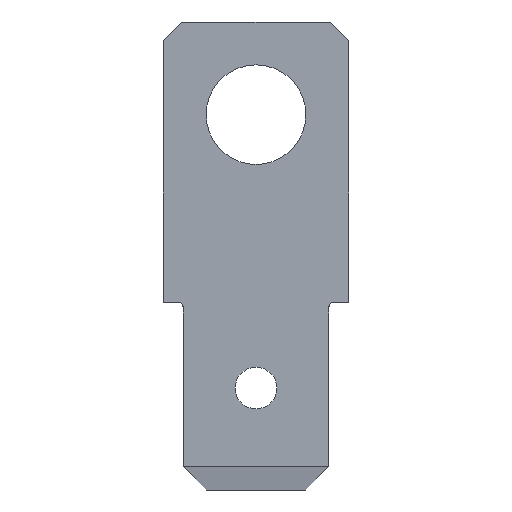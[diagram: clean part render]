
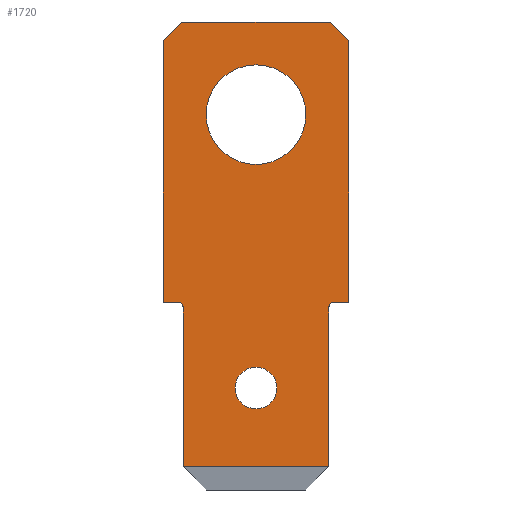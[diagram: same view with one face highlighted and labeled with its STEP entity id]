
A CAD part, front view. The second image highlights one B-rep face of the part: STEP entity #1720.
In plain terms, the highlighted planar face has unit normal (0, -1, 0).
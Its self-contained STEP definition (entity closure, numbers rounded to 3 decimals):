
#19 = VERTEX_POINT ( 'NONE', #2786 ) ;
#21 = DIRECTION ( 'NONE',  ( 0., 1., 0. ) ) ;
#39 = FACE_BOUND ( 'NONE', #3247, .T. ) ;
#133 = CARTESIAN_POINT ( 'NONE',  ( -3.2, 0., 4. ) ) ;
#154 = ORIENTED_EDGE ( 'NONE', *, *, #2203, .F. ) ;
#173 = CARTESIAN_POINT ( 'NONE',  ( 4., 0., -8.1 ) ) ;
#174 = ORIENTED_EDGE ( 'NONE', *, *, #234, .F. ) ;
#177 = CARTESIAN_POINT ( 'NONE',  ( -4., 0., 3.2 ) ) ;
#191 = CARTESIAN_POINT ( 'NONE',  ( 3.35, 0., -8.1 ) ) ;
#194 = CARTESIAN_POINT ( 'NONE',  ( 0., 0., -2.15 ) ) ;
#232 = CARTESIAN_POINT ( 'NONE',  ( -3.35, 0., -8.3 ) ) ;
#234 = EDGE_CURVE ( 'NONE', #396, #2276, #2442, .T. ) ;
#259 = VERTEX_POINT ( 'NONE', #1185 ) ;
#261 = EDGE_CURVE ( 'NONE', #2903, #626, #1083, .T. ) ;
#267 = LINE ( 'NONE', #2401, #1298 ) ;
#282 = CARTESIAN_POINT ( 'NONE',  ( -4., 0., -8.1 ) ) ;
#341 = ORIENTED_EDGE ( 'NONE', *, *, #2772, .F. ) ;
#362 = LINE ( 'NONE', #2132, #1997 ) ;
#396 = VERTEX_POINT ( 'NONE', #493 ) ;
#411 = ORIENTED_EDGE ( 'NONE', *, *, #2095, .F. ) ;
#435 = DIRECTION ( 'NONE',  ( 0., 0., 1. ) ) ;
#450 = AXIS2_PLACEMENT_3D ( 'NONE', #3242, #468, #1485 ) ;
#468 = DIRECTION ( 'NONE',  ( 0., -1., 0. ) ) ;
#486 = EDGE_CURVE ( 'NONE', #1506, #3054, #3035, .T. ) ;
#493 = CARTESIAN_POINT ( 'NONE',  ( -3.15, 0., -15.2 ) ) ;
#499 = ORIENTED_EDGE ( 'NONE', *, *, #608, .F. ) ;
#556 = DIRECTION ( 'NONE',  ( -1., 0., 0. ) ) ;
#608 = EDGE_CURVE ( 'NONE', #2276, #2343, #987, .T. ) ;
#617 = EDGE_CURVE ( 'NONE', #1376, #966, #2452, .T. ) ;
#625 = DIRECTION ( 'NONE',  ( 0., 1., 0. ) ) ;
#626 = VERTEX_POINT ( 'NONE', #2975 ) ;
#666 = VECTOR ( 'NONE', #556, 1000. ) ;
#770 = EDGE_CURVE ( 'NONE', #396, #2002, #2055, .T. ) ;
#780 = FACE_OUTER_BOUND ( 'NONE', #3049, .T. ) ;
#794 = DIRECTION ( 'NONE',  ( 1., 0., 0. ) ) ;
#796 = CARTESIAN_POINT ( 'NONE',  ( 3.35, 0., -8.3 ) ) ;
#802 = EDGE_CURVE ( 'NONE', #2343, #1376, #1772, .T. ) ;
#877 = VECTOR ( 'NONE', #794, 1000. ) ;
#888 = EDGE_CURVE ( 'NONE', #3123, #1584, #2880, .T. ) ;
#899 = EDGE_CURVE ( 'NONE', #2914, #19, #267, .T. ) ;
#912 = CARTESIAN_POINT ( 'NONE',  ( 0., 0., 0. ) ) ;
#951 = VECTOR ( 'NONE', #2427, 1000. ) ;
#956 = CARTESIAN_POINT ( 'NONE',  ( -3.2, 0., 4. ) ) ;
#966 = VERTEX_POINT ( 'NONE', #3140 ) ;
#987 = CIRCLE ( 'NONE', #2676, 0.2 ) ;
#1049 = CARTESIAN_POINT ( 'NONE',  ( 0., 0., -10.9 ) ) ;
#1083 = CIRCLE ( 'NONE', #450, 0.2 ) ;
#1115 = DIRECTION ( 'NONE',  ( 0., 0., 1. ) ) ;
#1144 = DIRECTION ( 'NONE',  ( 1., 0., 0. ) ) ;
#1163 = CARTESIAN_POINT ( 'NONE',  ( 3.15, 0., -15.2 ) ) ;
#1170 = ORIENTED_EDGE ( 'NONE', *, *, #888, .T. ) ;
#1185 = CARTESIAN_POINT ( 'NONE',  ( 4., 0., 3.2 ) ) ;
#1205 = CIRCLE ( 'NONE', #1628, 2.15 ) ;
#1208 = LINE ( 'NONE', #2227, #1954 ) ;
#1214 = DIRECTION ( 'NONE',  ( 0., 1., 0. ) ) ;
#1217 = ORIENTED_EDGE ( 'NONE', *, *, #2946, .T. ) ;
#1291 = PLANE ( 'NONE',  #3100 ) ;
#1298 = VECTOR ( 'NONE', #1144, 1000. ) ;
#1342 = LINE ( 'NONE', #2551, #2886 ) ;
#1374 = CARTESIAN_POINT ( 'NONE',  ( 4., 0., 3.2 ) ) ;
#1376 = VERTEX_POINT ( 'NONE', #2866 ) ;
#1452 = DIRECTION ( 'NONE',  ( 0., 0., 1. ) ) ;
#1485 = DIRECTION ( 'NONE',  ( 0., 0., 1. ) ) ;
#1497 = CARTESIAN_POINT ( 'NONE',  ( 0., 0., -11.8 ) ) ;
#1506 = VERTEX_POINT ( 'NONE', #194 ) ;
#1584 = VERTEX_POINT ( 'NONE', #1049 ) ;
#1596 = CARTESIAN_POINT ( 'NONE',  ( 0., 0., 0. ) ) ;
#1608 = ORIENTED_EDGE ( 'NONE', *, *, #486, .T. ) ;
#1614 = LINE ( 'NONE', #133, #951 ) ;
#1617 = AXIS2_PLACEMENT_3D ( 'NONE', #1596, #1875, #2155 ) ;
#1628 = AXIS2_PLACEMENT_3D ( 'NONE', #912, #625, #2384 ) ;
#1686 = EDGE_CURVE ( 'NONE', #2029, #2903, #1342, .T. ) ;
#1692 = ORIENTED_EDGE ( 'NONE', *, *, #899, .F. ) ;
#1697 = ORIENTED_EDGE ( 'NONE', *, *, #770, .T. ) ;
#1720 = ADVANCED_FACE ( 'NONE', ( #2287, #39, #780 ), #1291, .F. ) ;
#1772 = LINE ( 'NONE', #282, #666 ) ;
#1796 = AXIS2_PLACEMENT_3D ( 'NONE', #1497, #1214, #435 ) ;
#1811 = DIRECTION ( 'NONE',  ( 0., 1., 0. ) ) ;
#1875 = DIRECTION ( 'NONE',  ( 0., 1., 0. ) ) ;
#1922 = DIRECTION ( 'NONE',  ( 0.707, 0., -0.707 ) ) ;
#1954 = VECTOR ( 'NONE', #3005, 1000. ) ;
#1993 = EDGE_CURVE ( 'NONE', #19, #259, #2447, .T. ) ;
#1997 = VECTOR ( 'NONE', #2399, 1000. ) ;
#2002 = VERTEX_POINT ( 'NONE', #1163 ) ;
#2014 = ORIENTED_EDGE ( 'NONE', *, *, #802, .F. ) ;
#2017 = DIRECTION ( 'NONE',  ( 0., 0., 1. ) ) ;
#2029 = VERTEX_POINT ( 'NONE', #173 ) ;
#2051 = EDGE_CURVE ( 'NONE', #3054, #1506, #1205, .T. ) ;
#2055 = LINE ( 'NONE', #2317, #877 ) ;
#2072 = DIRECTION ( 'NONE',  ( -1., 0., 0. ) ) ;
#2073 = CARTESIAN_POINT ( 'NONE',  ( 0., 0., 2.15 ) ) ;
#2095 = EDGE_CURVE ( 'NONE', #259, #2029, #362, .T. ) ;
#2097 = CARTESIAN_POINT ( 'NONE',  ( -3.35, 0., -8.1 ) ) ;
#2132 = CARTESIAN_POINT ( 'NONE',  ( 4., 0., 3.2 ) ) ;
#2147 = AXIS2_PLACEMENT_3D ( 'NONE', #2266, #21, #2017 ) ;
#2155 = DIRECTION ( 'NONE',  ( 0., 0., 1. ) ) ;
#2203 = EDGE_CURVE ( 'NONE', #626, #2002, #1208, .T. ) ;
#2227 = CARTESIAN_POINT ( 'NONE',  ( 3.15, 0., -15.2 ) ) ;
#2256 = VECTOR ( 'NONE', #1922, 1000. ) ;
#2262 = ORIENTED_EDGE ( 'NONE', *, *, #261, .F. ) ;
#2266 = CARTESIAN_POINT ( 'NONE',  ( 0., 0., -11.8 ) ) ;
#2276 = VERTEX_POINT ( 'NONE', #2342 ) ;
#2287 = FACE_BOUND ( 'NONE', #2340, .T. ) ;
#2317 = CARTESIAN_POINT ( 'NONE',  ( 3.35, 0., -15.2 ) ) ;
#2340 = EDGE_LOOP ( 'NONE', ( #1217, #1170 ) ) ;
#2342 = CARTESIAN_POINT ( 'NONE',  ( -3.15, 0., -8.3 ) ) ;
#2343 = VERTEX_POINT ( 'NONE', #2097 ) ;
#2384 = DIRECTION ( 'NONE',  ( 0., 0., 1. ) ) ;
#2399 = DIRECTION ( 'NONE',  ( 0., 0., -1. ) ) ;
#2401 = CARTESIAN_POINT ( 'NONE',  ( -3.2, 0., 4. ) ) ;
#2427 = DIRECTION ( 'NONE',  ( 0.707, 0., 0.707 ) ) ;
#2442 = LINE ( 'NONE', #2489, #3198 ) ;
#2447 = LINE ( 'NONE', #1374, #2256 ) ;
#2452 = LINE ( 'NONE', #177, #2826 ) ;
#2489 = CARTESIAN_POINT ( 'NONE',  ( -3.15, 0., -15.2 ) ) ;
#2551 = CARTESIAN_POINT ( 'NONE',  ( 3.35, 0., -8.1 ) ) ;
#2566 = ORIENTED_EDGE ( 'NONE', *, *, #1993, .F. ) ;
#2676 = AXIS2_PLACEMENT_3D ( 'NONE', #232, #2729, #2713 ) ;
#2684 = DIRECTION ( 'NONE',  ( 0., 0., 1. ) ) ;
#2713 = DIRECTION ( 'NONE',  ( 0., 0., 1. ) ) ;
#2729 = DIRECTION ( 'NONE',  ( 0., -1., 0. ) ) ;
#2772 = EDGE_CURVE ( 'NONE', #966, #2914, #1614, .T. ) ;
#2786 = CARTESIAN_POINT ( 'NONE',  ( 3.2, 0., 4. ) ) ;
#2826 = VECTOR ( 'NONE', #2684, 1000. ) ;
#2866 = CARTESIAN_POINT ( 'NONE',  ( -4., 0., -8.1 ) ) ;
#2880 = CIRCLE ( 'NONE', #2147, 0.9 ) ;
#2886 = VECTOR ( 'NONE', #2072, 1000. ) ;
#2903 = VERTEX_POINT ( 'NONE', #191 ) ;
#2914 = VERTEX_POINT ( 'NONE', #956 ) ;
#2946 = EDGE_CURVE ( 'NONE', #1584, #3123, #3113, .T. ) ;
#2957 = ORIENTED_EDGE ( 'NONE', *, *, #2051, .T. ) ;
#2975 = CARTESIAN_POINT ( 'NONE',  ( 3.15, 0., -8.3 ) ) ;
#3005 = DIRECTION ( 'NONE',  ( 0., 0., -1. ) ) ;
#3035 = CIRCLE ( 'NONE', #1617, 2.15 ) ;
#3049 = EDGE_LOOP ( 'NONE', ( #174, #1697, #154, #2262, #3126, #411, #2566, #1692, #341, #3186, #2014, #499 ) ) ;
#3054 = VERTEX_POINT ( 'NONE', #2073 ) ;
#3100 = AXIS2_PLACEMENT_3D ( 'NONE', #796, #1811, #1115 ) ;
#3113 = CIRCLE ( 'NONE', #1796, 0.9 ) ;
#3123 = VERTEX_POINT ( 'NONE', #3213 ) ;
#3126 = ORIENTED_EDGE ( 'NONE', *, *, #1686, .F. ) ;
#3140 = CARTESIAN_POINT ( 'NONE',  ( -4., 0., 3.2 ) ) ;
#3186 = ORIENTED_EDGE ( 'NONE', *, *, #617, .F. ) ;
#3198 = VECTOR ( 'NONE', #1452, 1000. ) ;
#3213 = CARTESIAN_POINT ( 'NONE',  ( 0., 0., -12.7 ) ) ;
#3242 = CARTESIAN_POINT ( 'NONE',  ( 3.35, 0., -8.3 ) ) ;
#3247 = EDGE_LOOP ( 'NONE', ( #2957, #1608 ) ) ;
